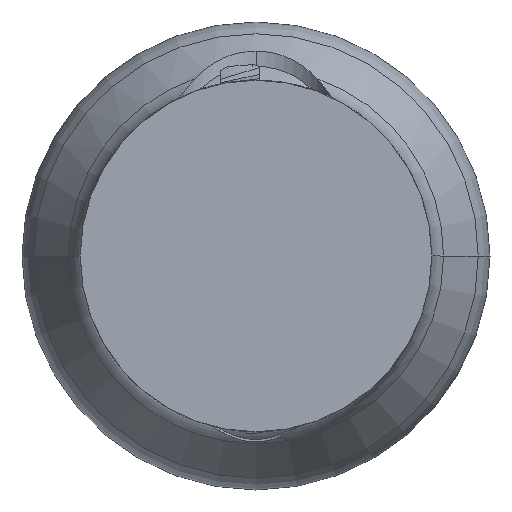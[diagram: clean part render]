
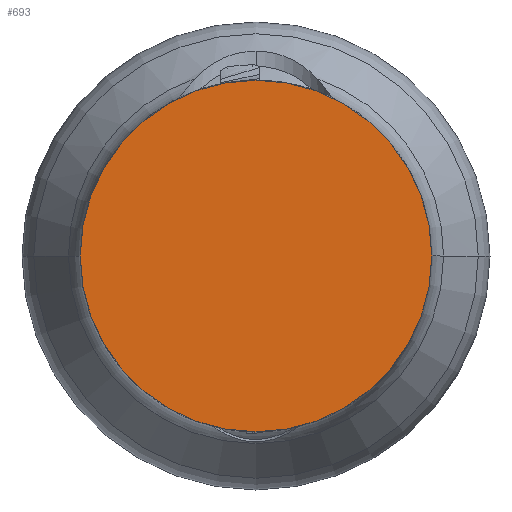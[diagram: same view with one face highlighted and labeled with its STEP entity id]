
A CAD part, front view. The second image highlights one B-rep face of the part: STEP entity #693.
In plain terms, the highlighted planar face has unit normal (0, -1, 0).
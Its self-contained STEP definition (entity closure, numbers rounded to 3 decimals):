
#693=ADVANCED_FACE('',(#1896),#1897,.F.);
#1896=FACE_OUTER_BOUND('',#4636,.T.);
#1897=PLANE('',#4637);
#4636=EDGE_LOOP('',(#9215,#9216));
#4637=AXIS2_PLACEMENT_3D('',#9217,#9218,#9219);
#9215=ORIENTED_EDGE('',*,*,#11288,.T.);
#9216=ORIENTED_EDGE('',*,*,#11287,.T.);
#9217=CARTESIAN_POINT('',(-6.39,-8.75,4.0));
#9218=DIRECTION('',(0.0,1.0,0.0));
#9219=DIRECTION('',(-1.0,0.0,0.0));
#11287=EDGE_CURVE('',#13877,#13880,#13882,.T.);
#11288=EDGE_CURVE('',#13880,#13877,#13883,.T.);
#13877=VERTEX_POINT('',#19337);
#13880=VERTEX_POINT('',#19341);
#13882=CIRCLE('',#19344,4.0);
#13883=CIRCLE('',#19345,4.0);
#19337=CARTESIAN_POINT('',(4.0,-8.75,0.0));
#19341=CARTESIAN_POINT('',(-4.0,-8.75,0.0));
#19344=AXIS2_PLACEMENT_3D('',#21836,#21837,#21838);
#19345=AXIS2_PLACEMENT_3D('',#21839,#21840,#21841);
#21836=CARTESIAN_POINT('',(0.0,-8.75,0.0));
#21837=DIRECTION('',(0.0,-1.0,0.0));
#21838=DIRECTION('',(1.0,0.0,0.0));
#21839=CARTESIAN_POINT('',(0.0,-8.75,0.0));
#21840=DIRECTION('',(0.0,-1.0,0.0));
#21841=DIRECTION('',(-1.0,0.0,0.0));
